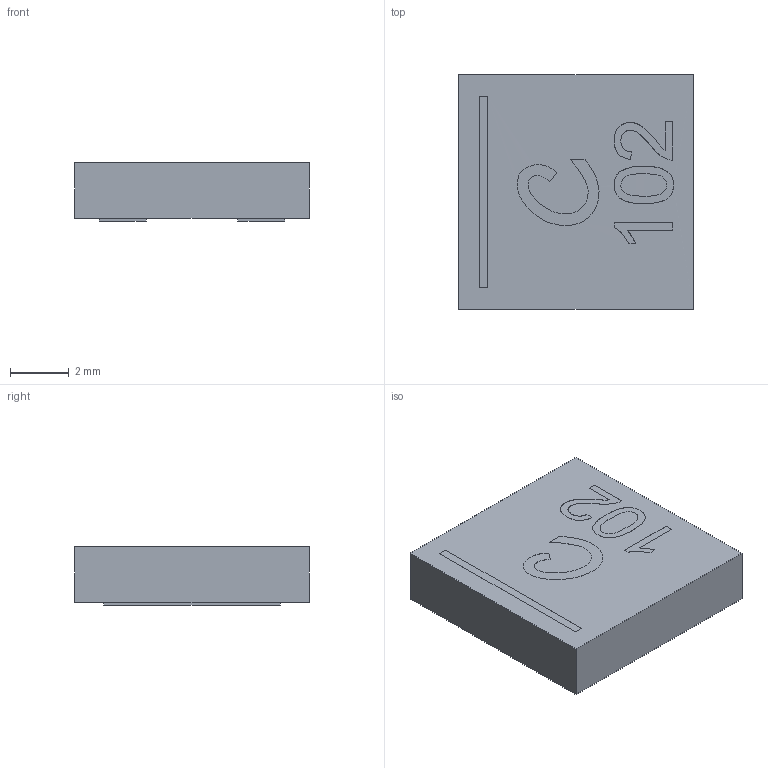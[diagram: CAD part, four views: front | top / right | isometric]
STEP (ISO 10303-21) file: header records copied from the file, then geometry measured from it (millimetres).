
FILE_DESCRIPTION(('FreeCAD Model'),'2;1');
FILE_NAME('Open CASCADE Shape Model','2024-11-16T16:09:37',(''),(''), 'Open CASCADE STEP processor 7.6','FreeCAD','Unknown');
FILE_SCHEMA(('AUTOMOTIVE_DESIGN { 1 0 10303 214 1 1 1 1 }'));
Length unit declared in the file: millimetre
Products named in the file (1): Coilcraft-XAL7020-102
Bounding box: 8 x 8 x 2 mm (x, y, z)
Volume: 123.5 mm3; surface area: 191.9 mm2
Topology: 1 solids, 1 shells, 67 faces, 156 edges, 99 vertices
Faces by surface type: plane 37, bspline 30
Entity records: 3573 total; most frequent: CARTESIAN_POINT 1773, ORIENTED_EDGE 312, DIRECTION 172, EDGE_CURVE 156, VERTEX_POINT 99, LINE 96, VECTOR 96, FACE_BOUND 75
